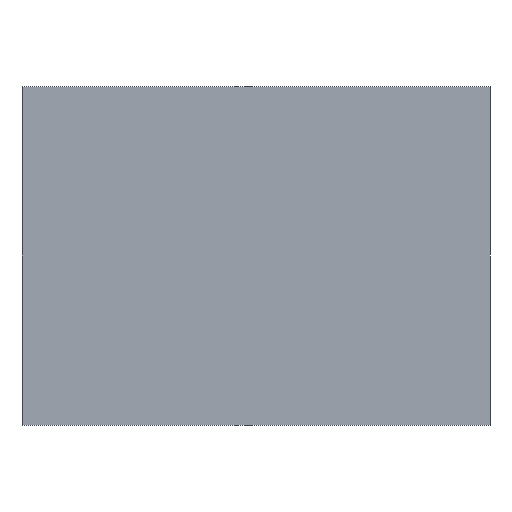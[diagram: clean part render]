
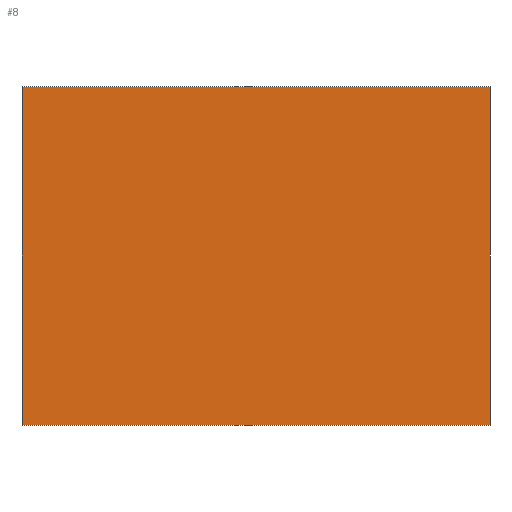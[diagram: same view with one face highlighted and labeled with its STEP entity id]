
A CAD part, front view. The second image highlights one B-rep face of the part: STEP entity #8.
In plain terms, the highlighted planar face has unit normal (0, -1, 0).
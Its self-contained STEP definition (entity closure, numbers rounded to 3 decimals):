
#6 = AXIS2_PLACEMENT_3D ( 'NONE', #37, #87, #56 ) ;
#8 = ADVANCED_FACE ( 'NONE', ( #163 ), #174, .F. ) ;
#15 = VERTEX_POINT ( 'NONE', #126 ) ;
#24 = VECTOR ( 'NONE', #191, 1000. ) ;
#25 = LINE ( 'NONE', #201, #27 ) ;
#27 = VECTOR ( 'NONE', #179, 1000. ) ;
#36 = DIRECTION ( 'NONE',  ( 0., 0., 1. ) ) ;
#37 = CARTESIAN_POINT ( 'NONE',  ( 0., 0., 0. ) ) ;
#40 = LINE ( 'NONE', #198, #98 ) ;
#56 = DIRECTION ( 'NONE',  ( 0., 0., 1. ) ) ;
#57 = EDGE_CURVE ( 'NONE', #58, #15, #159, .T. ) ;
#58 = VERTEX_POINT ( 'NONE', #158 ) ;
#70 = VECTOR ( 'NONE', #36, 1000. ) ;
#85 = ORIENTED_EDGE ( 'NONE', *, *, #181, .F. ) ;
#86 = EDGE_CURVE ( 'NONE', #15, #117, #40, .T. ) ;
#87 = DIRECTION ( 'NONE',  ( 0., 1., 0. ) ) ;
#91 = ORIENTED_EDGE ( 'NONE', *, *, #57, .F. ) ;
#92 = LINE ( 'NONE', #193, #24 ) ;
#98 = VECTOR ( 'NONE', #178, 1000. ) ;
#107 = CARTESIAN_POINT ( 'NONE',  ( 17.27, 0., 15.465 ) ) ;
#112 = EDGE_CURVE ( 'NONE', #162, #58, #92, .T. ) ;
#117 = VERTEX_POINT ( 'NONE', #107 ) ;
#123 = ORIENTED_EDGE ( 'NONE', *, *, #112, .F. ) ;
#126 = CARTESIAN_POINT ( 'NONE',  ( -31.188, 0., 15.465 ) ) ;
#142 = CARTESIAN_POINT ( 'NONE',  ( -31.188, 0., -19.589 ) ) ;
#148 = CARTESIAN_POINT ( 'NONE',  ( 17.27, 0., -19.589 ) ) ;
#158 = CARTESIAN_POINT ( 'NONE',  ( -31.188, 0., -19.589 ) ) ;
#159 = LINE ( 'NONE', #142, #70 ) ;
#162 = VERTEX_POINT ( 'NONE', #148 ) ;
#163 = FACE_OUTER_BOUND ( 'NONE', #195, .T. ) ;
#174 = PLANE ( 'NONE',  #6 ) ;
#178 = DIRECTION ( 'NONE',  ( 1., 0., 0. ) ) ;
#179 = DIRECTION ( 'NONE',  ( 0., 0., -1. ) ) ;
#181 = EDGE_CURVE ( 'NONE', #117, #162, #25, .T. ) ;
#191 = DIRECTION ( 'NONE',  ( -1., 0., 0. ) ) ;
#193 = CARTESIAN_POINT ( 'NONE',  ( -31.188, 0., -19.589 ) ) ;
#195 = EDGE_LOOP ( 'NONE', ( #91, #123, #85, #209 ) ) ;
#198 = CARTESIAN_POINT ( 'NONE',  ( -31.188, 0., 15.465 ) ) ;
#201 = CARTESIAN_POINT ( 'NONE',  ( 17.27, 0., -19.589 ) ) ;
#209 = ORIENTED_EDGE ( 'NONE', *, *, #86, .F. ) ;
